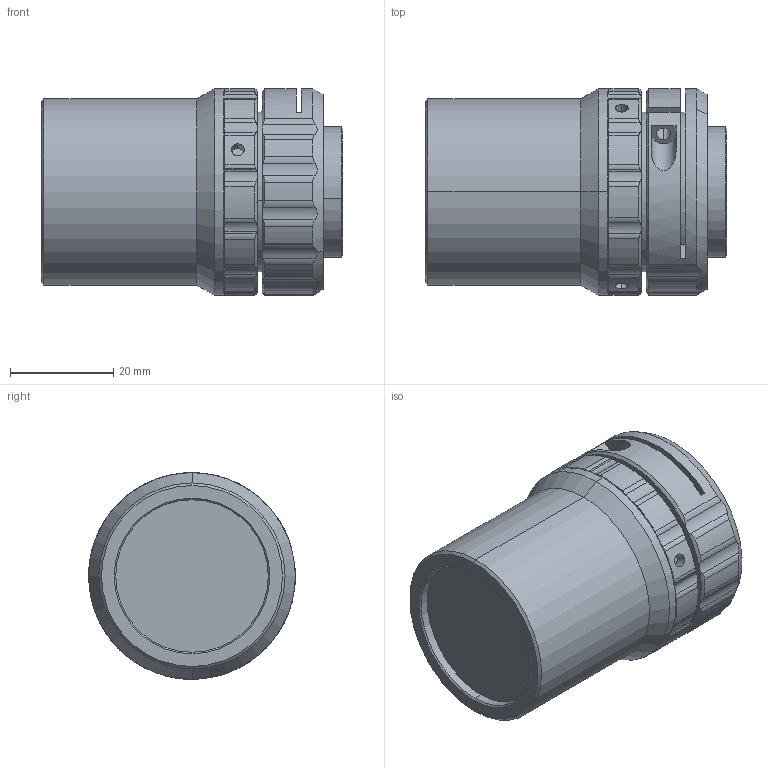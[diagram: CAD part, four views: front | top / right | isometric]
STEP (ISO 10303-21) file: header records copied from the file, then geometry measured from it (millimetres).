
FILE_DESCRIPTION (( 'STEP AP203' ), '1' );
FILE_NAME ('WWT121-015-357.STEP', '2022-08-03T02:13:14', ( '' ), ( '' ), 'SwSTEP 2.0', 'SolidWorks 2017', '' );
FILE_SCHEMA (( 'CONFIG_CONTROL_DESIGN' ));
Length unit declared in the file: millimetre
Products named in the file (1): WWT121-015-357
Bounding box: 58.31 x 40 x 40 mm (x, y, z)
Volume: 59226.9 mm3; surface area: 11447.9 mm2
Topology: 1 solids, 1 shells, 199 faces, 506 edges, 316 vertices
Faces by surface type: cylinder 114, plane 44, cone 41
Entity records: 6719 total; most frequent: CARTESIAN_POINT 1894, DIRECTION 1008, ORIENTED_EDGE 1008, EDGE_CURVE 504, AXIS2_PLACEMENT_3D 426, VERTEX_POINT 316, CIRCLE 226, EDGE_LOOP 212
